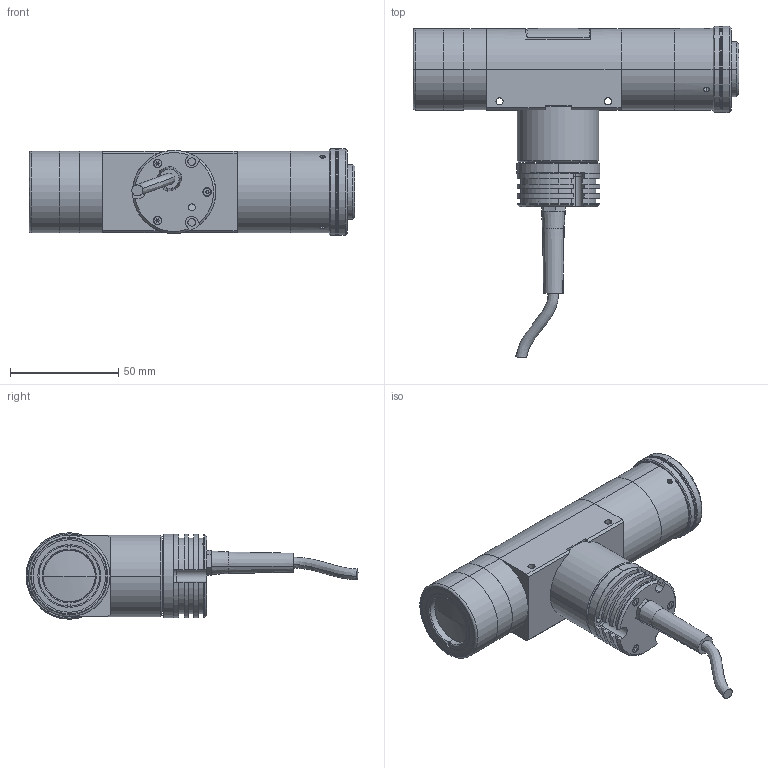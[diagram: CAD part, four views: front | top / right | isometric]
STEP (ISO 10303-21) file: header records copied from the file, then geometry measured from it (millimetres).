
FILE_DESCRIPTION (( 'STEP AP214' ), '1' );
FILE_NAME ('TCCX150.STEP', '2014-07-31T14:46:45', ( '' ), ( '' ), 'SwSTEP 2.0', 'SolidWorks 2013', '' );
FILE_SCHEMA (( 'AUTOMOTIVE_DESIGN' ));
Length unit declared in the file: millimetre
Products named in the file (1): TCCX150
Bounding box: 150.72 x 153.53 x 40 mm (x, y, z)
Surface area: 40001.4 mm2 (no closed solid volume)
Topology: 0 solids, 32 shells, 288 faces, 866 edges, 610 vertices
Faces by surface type: plane 131, cylinder 111, cone 28, torus 12, sphere 4, bspline 2
Entity records: 13491 total; most frequent: CARTESIAN_POINT 2303, DIRECTION 1799, ORIENTED_EDGE 1438, EDGE_CURVE 864, AXIS2_PLACEMENT_3D 684, VERTEX_POINT 610, LINE 431, VECTOR 431
